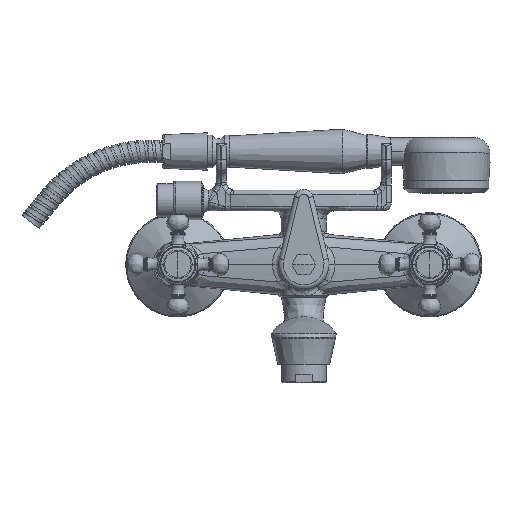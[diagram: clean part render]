
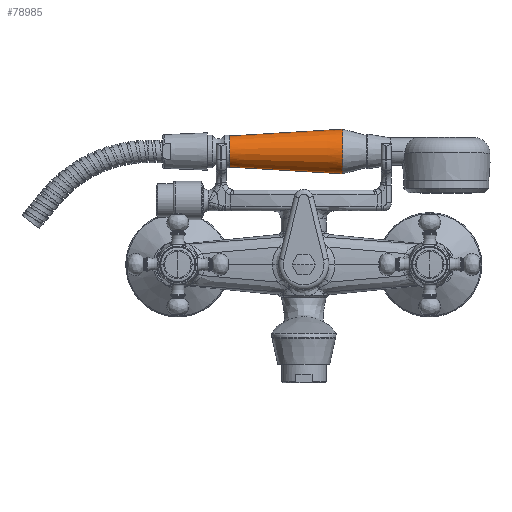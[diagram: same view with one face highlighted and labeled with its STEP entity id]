
A CAD part, top view. The second image highlights one B-rep face of the part: STEP entity #78985.
In plain terms, the highlighted conical face has half-angle 3.426 degrees and reference radius 11.875 mm.
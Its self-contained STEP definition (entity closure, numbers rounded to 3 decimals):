
#68560=CARTESIAN_POINT('',(-46.5,71.,0.));
#68561=DIRECTION('',(-1.,0.,0.));
#68562=DIRECTION('',(0.,-1.,0.));
#68563=AXIS2_PLACEMENT_3D('',#68560,#68561,#68562);
#68565=DIRECTION('',(0.998,0.06,0.));
#68566=VECTOR('',#68565,71.127);
#68567=CARTESIAN_POINT('',(-46.5,80.75,0.));
#68568=LINE('',#68567,#68566);
#68569=DIRECTION('',(0.998,-0.06,0.));
#68570=VECTOR('',#68569,71.127);
#68571=CARTESIAN_POINT('',(-46.5,61.25,0.));
#68572=LINE('',#68571,#68570);
#68582=CARTESIAN_POINT('',(24.5,71.,0.));
#68583=DIRECTION('',(1.,0.,0.));
#68584=DIRECTION('',(0.,1.,0.));
#68585=AXIS2_PLACEMENT_3D('',#68582,#68583,#68584);
#69383=CARTESIAN_POINT('',(24.5,85.,0.));
#69384=CARTESIAN_POINT('',(24.5,57.,0.));
#69385=VERTEX_POINT('',#69383);
#69386=VERTEX_POINT('',#69384);
#69387=CARTESIAN_POINT('',(-46.5,80.75,0.));
#69388=CARTESIAN_POINT('',(-46.5,61.25,0.));
#69389=VERTEX_POINT('',#69387);
#69390=VERTEX_POINT('',#69388);
#78973=CARTESIAN_POINT('',(-11.,71.,0.));
#78974=DIRECTION('',(1.,0.,0.));
#78975=DIRECTION('',(0.,1.,0.));
#78976=AXIS2_PLACEMENT_3D('',#78973,#78974,#78975);
#78977=CONICAL_SURFACE('',#78976,11.875,3.426);
#78978=ORIENTED_EDGE('',*,*,#78934,.T.);
#78979=ORIENTED_EDGE('',*,*,#78956,.T.);
#78981=ORIENTED_EDGE('',*,*,#78980,.T.);
#78982=ORIENTED_EDGE('',*,*,#78952,.F.);
#78983=EDGE_LOOP('',(#78978,#78979,#78981,#78982));
#78984=FACE_OUTER_BOUND('',#78983,.F.);
#78985=ADVANCED_FACE('',(#78984),#78977,.T.);
#68564=CIRCLE('',#68563,9.75);
#68586=CIRCLE('',#68585,14.);
#78934=EDGE_CURVE('',#69390,#69389,#68564,.T.);
#78952=EDGE_CURVE('',#69390,#69386,#68572,.T.);
#78956=EDGE_CURVE('',#69389,#69385,#68568,.T.);
#78980=EDGE_CURVE('',#69385,#69386,#68586,.T.);
